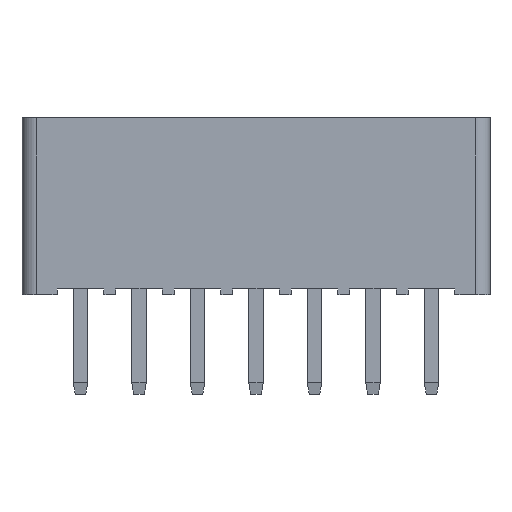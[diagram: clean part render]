
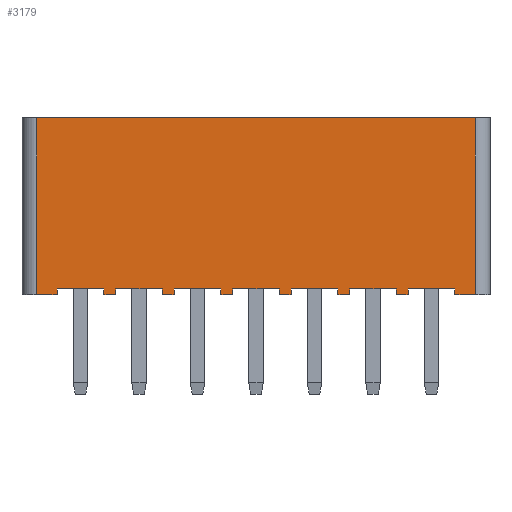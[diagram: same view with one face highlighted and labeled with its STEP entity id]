
A CAD part, left-side view. The second image highlights one B-rep face of the part: STEP entity #3179.
In plain terms, the highlighted planar face has unit normal (-1, 0, 0).
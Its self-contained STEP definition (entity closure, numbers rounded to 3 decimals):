
#146 = VERTEX_POINT('',#147);
#147 = CARTESIAN_POINT('',(-2.95,-12.8,0.));
#153 = EDGE_CURVE('',#154,#146,#156,.T.);
#154 = VERTEX_POINT('',#155);
#155 = CARTESIAN_POINT('',(-2.95,-13.5,0.));
#156 = LINE('',#157,#158);
#157 = CARTESIAN_POINT('',(-2.95,-13.5,0.));
#158 = VECTOR('',#159,1.);
#159 = DIRECTION('',(0.,1.,0.));
#201 = EDGE_CURVE('',#154,#202,#204,.T.);
#202 = VERTEX_POINT('',#203);
#203 = CARTESIAN_POINT('',(-2.95,-13.5,6.05));
#204 = LINE('',#205,#206);
#205 = CARTESIAN_POINT('',(-2.95,-13.5,0.));
#206 = VECTOR('',#207,1.);
#207 = DIRECTION('',(0.,0.,1.));
#307 = VERTEX_POINT('',#308);
#308 = CARTESIAN_POINT('',(-2.95,1.5,6.05));
#315 = EDGE_CURVE('',#202,#307,#316,.T.);
#316 = LINE('',#317,#318);
#317 = CARTESIAN_POINT('',(-2.95,-13.5,6.05));
#318 = VECTOR('',#319,1.);
#319 = DIRECTION('',(0.,1.,0.));
#535 = VERTEX_POINT('',#536);
#536 = CARTESIAN_POINT('',(-2.95,-12.8,0.2));
#542 = EDGE_CURVE('',#146,#535,#543,.T.);
#543 = LINE('',#544,#545);
#544 = CARTESIAN_POINT('',(-2.95,-12.8,0.1));
#545 = VECTOR('',#546,1.);
#546 = DIRECTION('',(0.,0.,1.));
#931 = EDGE_CURVE('',#932,#307,#934,.T.);
#932 = VERTEX_POINT('',#933);
#933 = CARTESIAN_POINT('',(-2.95,1.5,0.));
#934 = LINE('',#935,#936);
#935 = CARTESIAN_POINT('',(-2.95,1.5,0.));
#936 = VECTOR('',#937,1.);
#937 = DIRECTION('',(0.,0.,1.));
#1185 = VERTEX_POINT('',#1186);
#1186 = CARTESIAN_POINT('',(-2.95,-11.2,0.2));
#1192 = EDGE_CURVE('',#535,#1185,#1193,.T.);
#1193 = LINE('',#1194,#1195);
#1194 = CARTESIAN_POINT('',(-2.95,-12.35,0.2));
#1195 = VECTOR('',#1196,1.);
#1196 = DIRECTION('',(0.,1.,0.));
#1243 = VERTEX_POINT('',#1244);
#1244 = CARTESIAN_POINT('',(-2.95,-9.2,0.2));
#1250 = EDGE_CURVE('',#1251,#1243,#1253,.T.);
#1251 = VERTEX_POINT('',#1252);
#1252 = CARTESIAN_POINT('',(-2.95,-10.8,0.2));
#1253 = LINE('',#1254,#1255);
#1254 = CARTESIAN_POINT('',(-2.95,-11.35,0.2));
#1255 = VECTOR('',#1256,1.);
#1256 = DIRECTION('',(0.,1.,0.));
#1308 = VERTEX_POINT('',#1309);
#1309 = CARTESIAN_POINT('',(-2.95,-7.2,0.2));
#1315 = EDGE_CURVE('',#1316,#1308,#1318,.T.);
#1316 = VERTEX_POINT('',#1317);
#1317 = CARTESIAN_POINT('',(-2.95,-8.8,0.2));
#1318 = LINE('',#1319,#1320);
#1319 = CARTESIAN_POINT('',(-2.95,-10.35,0.2));
#1320 = VECTOR('',#1321,1.);
#1321 = DIRECTION('',(0.,1.,0.));
#1373 = VERTEX_POINT('',#1374);
#1374 = CARTESIAN_POINT('',(-2.95,-5.2,0.2));
#1380 = EDGE_CURVE('',#1381,#1373,#1383,.T.);
#1381 = VERTEX_POINT('',#1382);
#1382 = CARTESIAN_POINT('',(-2.95,-6.8,0.2));
#1383 = LINE('',#1384,#1385);
#1384 = CARTESIAN_POINT('',(-2.95,-9.35,0.2));
#1385 = VECTOR('',#1386,1.);
#1386 = DIRECTION('',(0.,1.,0.));
#1438 = VERTEX_POINT('',#1439);
#1439 = CARTESIAN_POINT('',(-2.95,-3.2,0.2));
#1445 = EDGE_CURVE('',#1446,#1438,#1448,.T.);
#1446 = VERTEX_POINT('',#1447);
#1447 = CARTESIAN_POINT('',(-2.95,-4.8,0.2));
#1448 = LINE('',#1449,#1450);
#1449 = CARTESIAN_POINT('',(-2.95,-8.35,0.2));
#1450 = VECTOR('',#1451,1.);
#1451 = DIRECTION('',(0.,1.,0.));
#1503 = VERTEX_POINT('',#1504);
#1504 = CARTESIAN_POINT('',(-2.95,-1.2,0.2));
#1510 = EDGE_CURVE('',#1511,#1503,#1513,.T.);
#1511 = VERTEX_POINT('',#1512);
#1512 = CARTESIAN_POINT('',(-2.95,-2.8,0.2));
#1513 = LINE('',#1514,#1515);
#1514 = CARTESIAN_POINT('',(-2.95,-7.35,0.2));
#1515 = VECTOR('',#1516,1.);
#1516 = DIRECTION('',(0.,1.,0.));
#1568 = VERTEX_POINT('',#1569);
#1569 = CARTESIAN_POINT('',(-2.95,0.8,0.2));
#1575 = EDGE_CURVE('',#1576,#1568,#1578,.T.);
#1576 = VERTEX_POINT('',#1577);
#1577 = CARTESIAN_POINT('',(-2.95,-0.8,0.2));
#1578 = LINE('',#1579,#1580);
#1579 = CARTESIAN_POINT('',(-2.95,-6.35,0.2));
#1580 = VECTOR('',#1581,1.);
#1581 = DIRECTION('',(0.,1.,0.));
#1633 = VERTEX_POINT('',#1634);
#1634 = CARTESIAN_POINT('',(-2.95,0.8,0.));
#1640 = EDGE_CURVE('',#1568,#1633,#1641,.T.);
#1641 = LINE('',#1642,#1643);
#1642 = CARTESIAN_POINT('',(-2.95,0.8,0.));
#1643 = VECTOR('',#1644,1.);
#1644 = DIRECTION('',(0.,0.,-1.));
#1666 = EDGE_CURVE('',#1633,#932,#1667,.T.);
#1667 = LINE('',#1668,#1669);
#1668 = CARTESIAN_POINT('',(-2.95,-13.5,0.));
#1669 = VECTOR('',#1670,1.);
#1670 = DIRECTION('',(0.,1.,0.));
#1682 = EDGE_CURVE('',#1683,#1576,#1685,.T.);
#1683 = VERTEX_POINT('',#1684);
#1684 = CARTESIAN_POINT('',(-2.95,-0.8,0.));
#1685 = LINE('',#1686,#1687);
#1686 = CARTESIAN_POINT('',(-2.95,-0.8,0.1));
#1687 = VECTOR('',#1688,1.);
#1688 = DIRECTION('',(0.,0.,1.));
#1706 = VERTEX_POINT('',#1707);
#1707 = CARTESIAN_POINT('',(-2.95,-1.2,0.));
#1713 = EDGE_CURVE('',#1503,#1706,#1714,.T.);
#1714 = LINE('',#1715,#1716);
#1715 = CARTESIAN_POINT('',(-2.95,-1.2,0.));
#1716 = VECTOR('',#1717,1.);
#1717 = DIRECTION('',(0.,0.,-1.));
#1730 = EDGE_CURVE('',#1731,#1511,#1733,.T.);
#1731 = VERTEX_POINT('',#1732);
#1732 = CARTESIAN_POINT('',(-2.95,-2.8,0.));
#1733 = LINE('',#1734,#1735);
#1734 = CARTESIAN_POINT('',(-2.95,-2.8,0.1));
#1735 = VECTOR('',#1736,1.);
#1736 = DIRECTION('',(0.,0.,1.));
#1754 = VERTEX_POINT('',#1755);
#1755 = CARTESIAN_POINT('',(-2.95,-3.2,0.));
#1761 = EDGE_CURVE('',#1438,#1754,#1762,.T.);
#1762 = LINE('',#1763,#1764);
#1763 = CARTESIAN_POINT('',(-2.95,-3.2,0.));
#1764 = VECTOR('',#1765,1.);
#1765 = DIRECTION('',(0.,0.,-1.));
#1778 = EDGE_CURVE('',#1779,#1446,#1781,.T.);
#1779 = VERTEX_POINT('',#1780);
#1780 = CARTESIAN_POINT('',(-2.95,-4.8,0.));
#1781 = LINE('',#1782,#1783);
#1782 = CARTESIAN_POINT('',(-2.95,-4.8,0.1));
#1783 = VECTOR('',#1784,1.);
#1784 = DIRECTION('',(0.,0.,1.));
#1802 = VERTEX_POINT('',#1803);
#1803 = CARTESIAN_POINT('',(-2.95,-5.2,0.));
#1809 = EDGE_CURVE('',#1373,#1802,#1810,.T.);
#1810 = LINE('',#1811,#1812);
#1811 = CARTESIAN_POINT('',(-2.95,-5.2,0.));
#1812 = VECTOR('',#1813,1.);
#1813 = DIRECTION('',(0.,0.,-1.));
#1826 = EDGE_CURVE('',#1827,#1381,#1829,.T.);
#1827 = VERTEX_POINT('',#1828);
#1828 = CARTESIAN_POINT('',(-2.95,-6.8,0.));
#1829 = LINE('',#1830,#1831);
#1830 = CARTESIAN_POINT('',(-2.95,-6.8,0.1));
#1831 = VECTOR('',#1832,1.);
#1832 = DIRECTION('',(0.,0.,1.));
#1850 = VERTEX_POINT('',#1851);
#1851 = CARTESIAN_POINT('',(-2.95,-7.2,0.));
#1857 = EDGE_CURVE('',#1308,#1850,#1858,.T.);
#1858 = LINE('',#1859,#1860);
#1859 = CARTESIAN_POINT('',(-2.95,-7.2,0.));
#1860 = VECTOR('',#1861,1.);
#1861 = DIRECTION('',(0.,0.,-1.));
#1874 = EDGE_CURVE('',#1875,#1316,#1877,.T.);
#1875 = VERTEX_POINT('',#1876);
#1876 = CARTESIAN_POINT('',(-2.95,-8.8,0.));
#1877 = LINE('',#1878,#1879);
#1878 = CARTESIAN_POINT('',(-2.95,-8.8,0.1));
#1879 = VECTOR('',#1880,1.);
#1880 = DIRECTION('',(0.,0.,1.));
#1898 = VERTEX_POINT('',#1899);
#1899 = CARTESIAN_POINT('',(-2.95,-9.2,0.));
#1905 = EDGE_CURVE('',#1243,#1898,#1906,.T.);
#1906 = LINE('',#1907,#1908);
#1907 = CARTESIAN_POINT('',(-2.95,-9.2,0.));
#1908 = VECTOR('',#1909,1.);
#1909 = DIRECTION('',(0.,0.,-1.));
#1922 = EDGE_CURVE('',#1923,#1251,#1925,.T.);
#1923 = VERTEX_POINT('',#1924);
#1924 = CARTESIAN_POINT('',(-2.95,-10.8,0.));
#1925 = LINE('',#1926,#1927);
#1926 = CARTESIAN_POINT('',(-2.95,-10.8,0.1));
#1927 = VECTOR('',#1928,1.);
#1928 = DIRECTION('',(0.,0.,1.));
#1946 = VERTEX_POINT('',#1947);
#1947 = CARTESIAN_POINT('',(-2.95,-11.2,0.));
#1953 = EDGE_CURVE('',#1185,#1946,#1954,.T.);
#1954 = LINE('',#1955,#1956);
#1955 = CARTESIAN_POINT('',(-2.95,-11.2,0.));
#1956 = VECTOR('',#1957,1.);
#1957 = DIRECTION('',(0.,0.,-1.));
#3082 = EDGE_CURVE('',#1706,#1683,#3083,.T.);
#3083 = LINE('',#3084,#3085);
#3084 = CARTESIAN_POINT('',(-2.95,-1.225,0.));
#3085 = VECTOR('',#3086,1.);
#3086 = DIRECTION('',(0.,1.,0.));
#3099 = EDGE_CURVE('',#1754,#1731,#3100,.T.);
#3100 = LINE('',#3101,#3102);
#3101 = CARTESIAN_POINT('',(-2.95,-3.225,0.));
#3102 = VECTOR('',#3103,1.);
#3103 = DIRECTION('',(0.,1.,0.));
#3116 = EDGE_CURVE('',#1802,#1779,#3117,.T.);
#3117 = LINE('',#3118,#3119);
#3118 = CARTESIAN_POINT('',(-2.95,-5.225,0.));
#3119 = VECTOR('',#3120,1.);
#3120 = DIRECTION('',(0.,1.,0.));
#3133 = EDGE_CURVE('',#1850,#1827,#3134,.T.);
#3134 = LINE('',#3135,#3136);
#3135 = CARTESIAN_POINT('',(-2.95,-7.225,0.));
#3136 = VECTOR('',#3137,1.);
#3137 = DIRECTION('',(0.,1.,0.));
#3150 = EDGE_CURVE('',#1898,#1875,#3151,.T.);
#3151 = LINE('',#3152,#3153);
#3152 = CARTESIAN_POINT('',(-2.95,-9.225,0.));
#3153 = VECTOR('',#3154,1.);
#3154 = DIRECTION('',(0.,1.,0.));
#3167 = EDGE_CURVE('',#1946,#1923,#3168,.T.);
#3168 = LINE('',#3169,#3170);
#3169 = CARTESIAN_POINT('',(-2.95,-11.225,0.));
#3170 = VECTOR('',#3171,1.);
#3171 = DIRECTION('',(0.,1.,0.));
#3179 = ADVANCED_FACE('',(#3180),#3214,.T.);
#3180 = FACE_BOUND('',#3181,.T.);
#3181 = EDGE_LOOP('',(#3182,#3183,#3184,#3185,#3186,#3187,#3188,#3189,
    #3190,#3191,#3192,#3193,#3194,#3195,#3196,#3197,#3198,#3199,#3200,
    #3201,#3202,#3203,#3204,#3205,#3206,#3207,#3208,#3209,#3210,#3211,
    #3212,#3213));
#3182 = ORIENTED_EDGE('',*,*,#153,.F.);
#3183 = ORIENTED_EDGE('',*,*,#201,.T.);
#3184 = ORIENTED_EDGE('',*,*,#315,.T.);
#3185 = ORIENTED_EDGE('',*,*,#931,.F.);
#3186 = ORIENTED_EDGE('',*,*,#1666,.F.);
#3187 = ORIENTED_EDGE('',*,*,#1640,.F.);
#3188 = ORIENTED_EDGE('',*,*,#1575,.F.);
#3189 = ORIENTED_EDGE('',*,*,#1682,.F.);
#3190 = ORIENTED_EDGE('',*,*,#3082,.F.);
#3191 = ORIENTED_EDGE('',*,*,#1713,.F.);
#3192 = ORIENTED_EDGE('',*,*,#1510,.F.);
#3193 = ORIENTED_EDGE('',*,*,#1730,.F.);
#3194 = ORIENTED_EDGE('',*,*,#3099,.F.);
#3195 = ORIENTED_EDGE('',*,*,#1761,.F.);
#3196 = ORIENTED_EDGE('',*,*,#1445,.F.);
#3197 = ORIENTED_EDGE('',*,*,#1778,.F.);
#3198 = ORIENTED_EDGE('',*,*,#3116,.F.);
#3199 = ORIENTED_EDGE('',*,*,#1809,.F.);
#3200 = ORIENTED_EDGE('',*,*,#1380,.F.);
#3201 = ORIENTED_EDGE('',*,*,#1826,.F.);
#3202 = ORIENTED_EDGE('',*,*,#3133,.F.);
#3203 = ORIENTED_EDGE('',*,*,#1857,.F.);
#3204 = ORIENTED_EDGE('',*,*,#1315,.F.);
#3205 = ORIENTED_EDGE('',*,*,#1874,.F.);
#3206 = ORIENTED_EDGE('',*,*,#3150,.F.);
#3207 = ORIENTED_EDGE('',*,*,#1905,.F.);
#3208 = ORIENTED_EDGE('',*,*,#1250,.F.);
#3209 = ORIENTED_EDGE('',*,*,#1922,.F.);
#3210 = ORIENTED_EDGE('',*,*,#3167,.F.);
#3211 = ORIENTED_EDGE('',*,*,#1953,.F.);
#3212 = ORIENTED_EDGE('',*,*,#1192,.F.);
#3213 = ORIENTED_EDGE('',*,*,#542,.F.);
#3214 = PLANE('',#3215);
#3215 = AXIS2_PLACEMENT_3D('',#3216,#3217,#3218);
#3216 = CARTESIAN_POINT('',(-2.95,-13.5,0.));
#3217 = DIRECTION('',(-1.,0.,0.));
#3218 = DIRECTION('',(0.,1.,0.));
